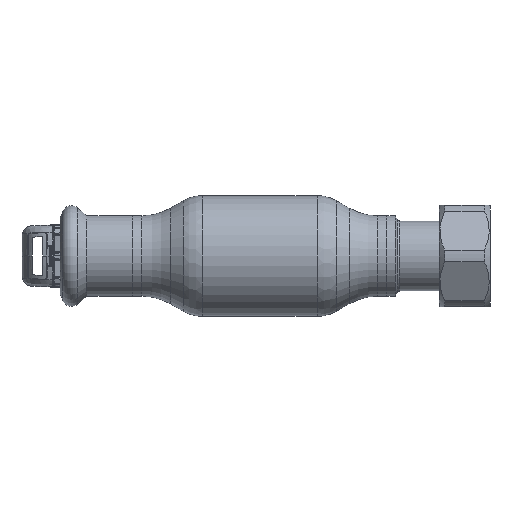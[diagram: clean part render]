
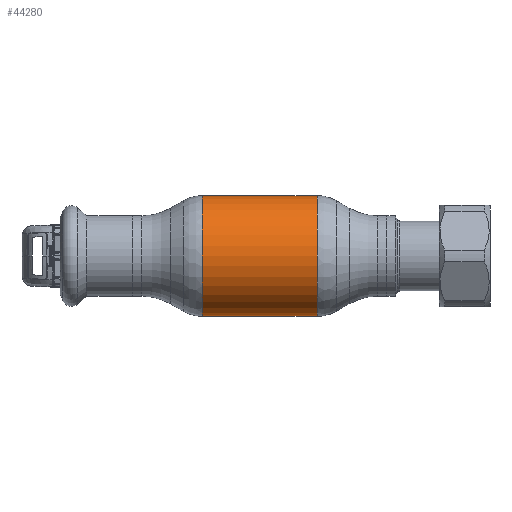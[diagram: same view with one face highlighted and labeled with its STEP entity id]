
A CAD part, front view. The second image highlights one B-rep face of the part: STEP entity #44280.
In plain terms, the highlighted cylindrical face has radius 19 mm (diameter 38 mm), a partial arc.
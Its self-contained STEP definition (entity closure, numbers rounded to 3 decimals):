
#1217 = CARTESIAN_POINT ( 'NONE',  ( -18.035, 0., 0. ) ) ;
#4811 = DIRECTION ( 'NONE',  ( -1., 0., 0. ) ) ;
#5155 = CARTESIAN_POINT ( 'NONE',  ( 18.035, 0., 19. ) ) ;
#5646 = AXIS2_PLACEMENT_3D ( 'NONE', #18335, #32143, #22544 ) ;
#8245 = CARTESIAN_POINT ( 'NONE',  ( 18.035, 0., -19. ) ) ;
#9129 = ORIENTED_EDGE ( 'NONE', *, *, #50402, .F. ) ;
#11410 = DIRECTION ( 'NONE',  ( -1., 0., 0. ) ) ;
#11735 = EDGE_LOOP ( 'NONE', ( #30189, #25152, #48346, #9129 ) ) ;
#14980 = CYLINDRICAL_SURFACE ( 'NONE', #5646, 19. ) ;
#15997 = DIRECTION ( 'NONE',  ( 0., 0., 1. ) ) ;
#16324 = AXIS2_PLACEMENT_3D ( 'NONE', #30495, #59085, #54002 ) ;
#18335 = CARTESIAN_POINT ( 'NONE',  ( -62.69, 0., 0. ) ) ;
#22544 = DIRECTION ( 'NONE',  ( 0., 0., 1. ) ) ;
#24097 = FACE_OUTER_BOUND ( 'NONE', #11735, .T. ) ;
#25152 = ORIENTED_EDGE ( 'NONE', *, *, #53190, .T. ) ;
#25729 = VECTOR ( 'NONE', #4811, 1000. ) ;
#26689 = CIRCLE ( 'NONE', #16324, 19. ) ;
#30189 = ORIENTED_EDGE ( 'NONE', *, *, #30197, .F. ) ;
#30197 = EDGE_CURVE ( 'NONE', #60031, #51489, #48465, .T. ) ;
#30495 = CARTESIAN_POINT ( 'NONE',  ( 18.035, 0., 0. ) ) ;
#32047 = AXIS2_PLACEMENT_3D ( 'NONE', #1217, #35183, #15997 ) ;
#32143 = DIRECTION ( 'NONE',  ( -1., 0., 0. ) ) ;
#34320 = EDGE_CURVE ( 'NONE', #43160, #46805, #60754, .T. ) ;
#35183 = DIRECTION ( 'NONE',  ( -1., 0., 0. ) ) ;
#35665 = CARTESIAN_POINT ( 'NONE',  ( -62.69, 0., 19. ) ) ;
#35808 = VECTOR ( 'NONE', #11410, 1000. ) ;
#38648 = CARTESIAN_POINT ( 'NONE',  ( -18.035, 0., 19. ) ) ;
#42908 = CIRCLE ( 'NONE', #32047, 19. ) ;
#43160 = VERTEX_POINT ( 'NONE', #5155 ) ;
#43274 = CARTESIAN_POINT ( 'NONE',  ( -62.69, 0., -19. ) ) ;
#44280 = ADVANCED_FACE ( 'NONE', ( #24097 ), #14980, .T. ) ;
#46805 = VERTEX_POINT ( 'NONE', #38648 ) ;
#48346 = ORIENTED_EDGE ( 'NONE', *, *, #34320, .T. ) ;
#48465 = LINE ( 'NONE', #43274, #25729 ) ;
#50402 = EDGE_CURVE ( 'NONE', #51489, #46805, #42908, .T. ) ;
#51489 = VERTEX_POINT ( 'NONE', #56485 ) ;
#53190 = EDGE_CURVE ( 'NONE', #60031, #43160, #26689, .T. ) ;
#54002 = DIRECTION ( 'NONE',  ( 0., 0., 1. ) ) ;
#56485 = CARTESIAN_POINT ( 'NONE',  ( -18.035, 0., -19. ) ) ;
#59085 = DIRECTION ( 'NONE',  ( -1., 0., 0. ) ) ;
#60031 = VERTEX_POINT ( 'NONE', #8245 ) ;
#60754 = LINE ( 'NONE', #35665, #35808 ) ;
